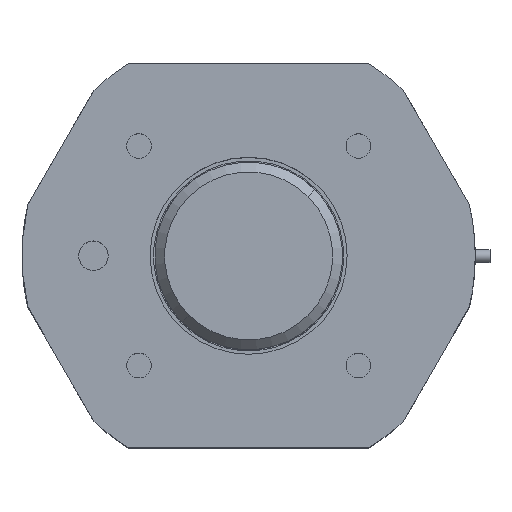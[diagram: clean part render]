
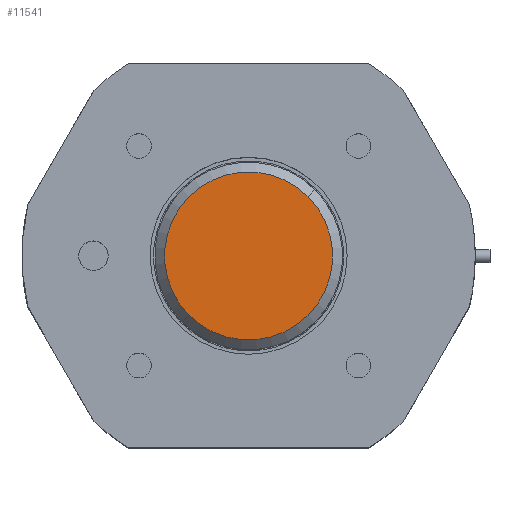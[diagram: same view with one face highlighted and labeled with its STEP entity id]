
A CAD part, top view. The second image highlights one B-rep face of the part: STEP entity #11541.
In plain terms, the highlighted face is planar.
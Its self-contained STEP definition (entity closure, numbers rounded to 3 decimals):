
#227 = DIRECTION ( 'NONE',  ( 0., -1., 0. ) ) ;
#513 = DIRECTION ( 'NONE',  ( 0., 0., -1. ) ) ;
#1504 = CARTESIAN_POINT ( 'NONE',  ( 0., 0., -19.05 ) ) ;
#2211 = CIRCLE ( 'NONE', #18619, 17.05 ) ;
#3034 = EDGE_LOOP ( 'NONE', ( #7840, #26099 ) ) ;
#6497 = CARTESIAN_POINT ( 'NONE',  ( 0., 0., -17.05 ) ) ;
#6948 = VERTEX_POINT ( 'NONE', #7483 ) ;
#7483 = CARTESIAN_POINT ( 'NONE',  ( 0., 0., 17.05 ) ) ;
#7840 = ORIENTED_EDGE ( 'NONE', *, *, #15374, .T. ) ;
#9287 = DIRECTION ( 'NONE',  ( 0., -1., 0. ) ) ;
#11342 = CARTESIAN_POINT ( 'NONE',  ( 0., 0., 0. ) ) ;
#11541 = ADVANCED_FACE ( 'NONE', ( #24279 ), #26195, .T. ) ;
#12665 = EDGE_CURVE ( 'NONE', #28806, #6948, #27415, .T. ) ;
#13395 = DIRECTION ( 'NONE',  ( 0., 0., -1. ) ) ;
#14959 = DIRECTION ( 'NONE',  ( 0., 0., -1. ) ) ;
#15374 = EDGE_CURVE ( 'NONE', #6948, #28806, #2211, .T. ) ;
#18619 = AXIS2_PLACEMENT_3D ( 'NONE', #11342, #227, #13395 ) ;
#19564 = DIRECTION ( 'NONE',  ( 0., -1., 0. ) ) ;
#22596 = CARTESIAN_POINT ( 'NONE',  ( 0., 0., 0. ) ) ;
#24279 = FACE_OUTER_BOUND ( 'NONE', #3034, .T. ) ;
#26099 = ORIENTED_EDGE ( 'NONE', *, *, #12665, .T. ) ;
#26195 = PLANE ( 'NONE',  #28149 ) ;
#27415 = CIRCLE ( 'NONE', #28577, 17.05 ) ;
#28149 = AXIS2_PLACEMENT_3D ( 'NONE', #1504, #19564, #14959 ) ;
#28577 = AXIS2_PLACEMENT_3D ( 'NONE', #22596, #9287, #513 ) ;
#28806 = VERTEX_POINT ( 'NONE', #6497 ) ;
